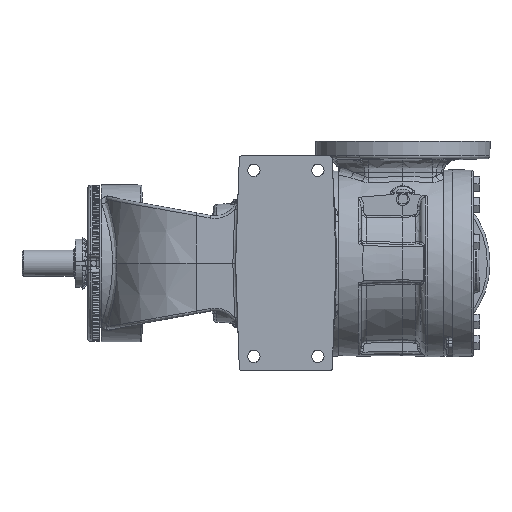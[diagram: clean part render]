
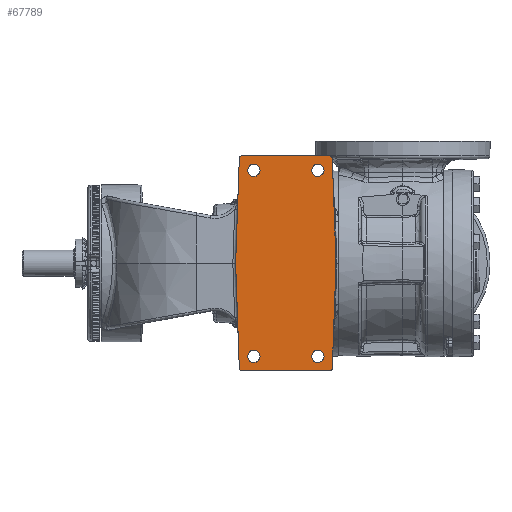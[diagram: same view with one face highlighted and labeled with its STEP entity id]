
A CAD part, front view. The second image highlights one B-rep face of the part: STEP entity #67789.
In plain terms, the highlighted planar face has unit normal (0, -1, 0).
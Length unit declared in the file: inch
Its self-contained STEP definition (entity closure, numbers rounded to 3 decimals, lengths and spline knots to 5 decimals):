
#446 = CARTESIAN_POINT ( 'NONE',  ( -0.24946, -5.5, -4.50919 ) ) ;
#1531 = DIRECTION ( 'NONE',  ( 0., 0., -1. ) ) ;
#2189 = ORIENTED_EDGE ( 'NONE', *, *, #116243, .F. ) ;
#3043 = ORIENTED_EDGE ( 'NONE', *, *, #62899, .F. ) ;
#5667 = EDGE_CURVE ( 'NONE', #92974, #92974, #19747, .T. ) ;
#5917 = LINE ( 'NONE', #99973, #61304 ) ;
#9506 = DIRECTION ( 'NONE',  ( 0., 0., 1. ) ) ;
#9738 = AXIS2_PLACEMENT_3D ( 'NONE', #178462, #94139, #9506 ) ;
#10137 = EDGE_CURVE ( 'Defeatured_0_1322+Defeatured_0_1316+Defeatured_0_1311+Defeatured_0_1289', #93761, #14159, #103692, .T. ) ;
#11011 = ORIENTED_EDGE ( 'NONE', *, *, #142878, .F. ) ;
#13015 = CIRCLE ( 'NONE', #170962, 0.2655 ) ;
#13168 = PLANE ( 'NONE',  #53618 ) ;
#14159 = VERTEX_POINT ( 'NONE', #116406 ) ;
#14693 = ORIENTED_EDGE ( 'NONE', *, *, #10137, .T. ) ;
#14843 = DIRECTION ( 'NONE',  ( 0.035, 0., 0.999 ) ) ;
#15369 = EDGE_CURVE ( 'Defeatured_0_1322+Defeatured_0_1421+Defeatured_0_1416+Defeatured_0_1305', #76410, #176422, #70690, .T. ) ;
#15991 = CARTESIAN_POINT ( 'NONE',  ( -4.24755, -5.5, 4.50919 ) ) ;
#16428 = CARTESIAN_POINT ( 'NONE',  ( -4.12763, -5.5, 4.625 ) ) ;
#17893 = ORIENTED_EDGE ( 'NONE', *, *, #36254, .T. ) ;
#19747 = CIRCLE ( 'NONE', #46361, 0.2655 ) ;
#20190 = DIRECTION ( 'NONE',  ( 0., -1., 0. ) ) ;
#24533 = CIRCLE ( 'NONE', #116307, 0.2655 ) ;
#24672 = VERTEX_POINT ( 'NONE', #16428 ) ;
#24991 = DIRECTION ( 'NONE',  ( 0., -1., 0. ) ) ;
#25475 = FACE_OUTER_BOUND ( 'NONE', #168049, .T. ) ;
#26503 = DIRECTION ( 'NONE',  ( -1., 0., 0. ) ) ;
#28650 = VECTOR ( 'NONE', #71989, 39.37008 ) ;
#31300 = EDGE_CURVE ( 'Defeatured_0_1322+Defeatured_0_1416+Defeatured_0_1303+Defeatured_0_1421', #169739, #76410, #73764, .T. ) ;
#33764 = CIRCLE ( 'NONE', #176960, 0.12 ) ;
#36091 = AXIS2_PLACEMENT_3D ( 'NONE', #153334, #69032, #167456 ) ;
#36254 = EDGE_CURVE ( 'Defeatured_0_1322+Defeatured_0_1303+Defeatured_0_1318+Defeatured_0_1416', #24672, #169739, #68709, .T. ) ;
#41387 = VERTEX_POINT ( 'NONE', #118648 ) ;
#43735 = CARTESIAN_POINT ( 'NONE',  ( -0.092, -5.5, 0. ) ) ;
#45154 = CARTESIAN_POINT ( 'NONE',  ( -0.87, -5.5, 3.7345 ) ) ;
#45751 = EDGE_LOOP ( 'NONE', ( #140242 ) ) ;
#46361 = AXIS2_PLACEMENT_3D ( 'NONE', #109490, #24991, #123626 ) ;
#48590 = EDGE_LOOP ( 'NONE', ( #131858 ) ) ;
#49968 = CIRCLE ( 'NONE', #9738, 0.12 ) ;
#52946 = VERTEX_POINT ( 'NONE', #45154 ) ;
#53223 = CARTESIAN_POINT ( 'NONE',  ( -3.62, -5.5, 3.7345 ) ) ;
#53618 = AXIS2_PLACEMENT_3D ( 'NONE', #84313, #182765, #98431 ) ;
#57027 = CARTESIAN_POINT ( 'NONE',  ( -4.24755, -5.5, -4.50919 ) ) ;
#60727 = ORIENTED_EDGE ( 'NONE', *, *, #166232, .T. ) ;
#61304 = VECTOR ( 'NONE', #26503, 39.37008 ) ;
#61508 = CARTESIAN_POINT ( 'NONE',  ( -3.62, -5.5, -4. ) ) ;
#62886 = CARTESIAN_POINT ( 'NONE',  ( -0.87, -5.5, 4. ) ) ;
#62899 = EDGE_CURVE ( 'NONE', #86337, #86337, #127894, .T. ) ;
#63142 = FACE_BOUND ( 'NONE', #66961, .T. ) ;
#66961 = EDGE_LOOP ( 'NONE', ( #3043 ) ) ;
#67653 = EDGE_CURVE ( 'Defeatured_0_1322+Defeatured_0_1289+Defeatured_0_1316+Defeatured_0_1318', #14159, #90782, #49968, .T. ) ;
#67789 = ADVANCED_FACE ( 'Defeatured_0_1322', ( #133567, #138004, #63142, #171081, #25475 ), #13168, .F. ) ;
#68709 = CIRCLE ( 'NONE', #153507, 0.12 ) ;
#69032 = DIRECTION ( 'NONE',  ( 0., -1., 0. ) ) ;
#70690 = LINE ( 'NONE', #71386, #28650 ) ;
#71386 = CARTESIAN_POINT ( 'NONE',  ( -4.24351, -5.5, -4.625 ) ) ;
#71989 = DIRECTION ( 'NONE',  ( 0.035, 0., -0.999 ) ) ;
#72690 = CARTESIAN_POINT ( 'NONE',  ( -4.12763, -5.5, -4.505 ) ) ;
#72709 = LINE ( 'NONE', #99477, #147495 ) ;
#73273 = VECTOR ( 'NONE', #142142, 39.37008 ) ;
#73764 = LINE ( 'NONE', #134879, #111184 ) ;
#75646 = DIRECTION ( 'NONE',  ( 0., 0., -1. ) ) ;
#76410 = VERTEX_POINT ( 'NONE', #160076 ) ;
#77017 = DIRECTION ( 'NONE',  ( 0., 0., -1. ) ) ;
#77290 = CARTESIAN_POINT ( 'NONE',  ( -0.25351, -5.5, 4.625 ) ) ;
#84313 = CARTESIAN_POINT ( 'NONE',  ( -10.37534, -5.5, 6. ) ) ;
#84640 = ORIENTED_EDGE ( 'NONE', *, *, #15369, .T. ) ;
#86158 = DIRECTION ( 'NONE',  ( 0., -1., 0. ) ) ;
#86337 = VERTEX_POINT ( 'NONE', #125879 ) ;
#86894 = DIRECTION ( 'NONE',  ( 0., 0., 1. ) ) ;
#87152 = CARTESIAN_POINT ( 'NONE',  ( -0.87, -5.5, -4.2655 ) ) ;
#90782 = VERTEX_POINT ( 'NONE', #163737 ) ;
#92446 = ORIENTED_EDGE ( 'NONE', *, *, #111377, .T. ) ;
#92974 = VERTEX_POINT ( 'NONE', #53223 ) ;
#93761 = VERTEX_POINT ( 'NONE', #43735 ) ;
#94139 = DIRECTION ( 'NONE',  ( 0., -1., 0. ) ) ;
#95266 = VERTEX_POINT ( 'NONE', #159379 ) ;
#98431 = DIRECTION ( 'NONE',  ( 0., 0., 1. ) ) ;
#99477 = CARTESIAN_POINT ( 'NONE',  ( -0.25351, -5.5, -4.625 ) ) ;
#99973 = CARTESIAN_POINT ( 'NONE',  ( -0.25351, -5.5, -4.625 ) ) ;
#103692 = LINE ( 'NONE', #77290, #156481 ) ;
#104804 = CARTESIAN_POINT ( 'NONE',  ( -4.12763, -5.5, 4.505 ) ) ;
#106777 = AXIS2_PLACEMENT_3D ( 'NONE', #61508, #159982, #75646 ) ;
#109490 = CARTESIAN_POINT ( 'NONE',  ( -3.62, -5.5, 4. ) ) ;
#111184 = VECTOR ( 'NONE', #148999, 39.37008 ) ;
#111377 = EDGE_CURVE ( 'Defeatured_0_1322+Defeatured_0_1305+Defeatured_0_1421+Defeatured_0_1309', #176422, #41387, #33764, .T. ) ;
#113741 = ORIENTED_EDGE ( 'NONE', *, *, #31300, .T. ) ;
#116243 = EDGE_CURVE ( 'Defeatured_0_1318+Defeatured_0_1322+Defeatured_0_1303+Defeatured_0_1289', #24672, #90782, #148076, .T. ) ;
#116307 = AXIS2_PLACEMENT_3D ( 'NONE', #62886, #161312, #77017 ) ;
#116406 = CARTESIAN_POINT ( 'NONE',  ( -0.24946, -5.5, 4.50919 ) ) ;
#118648 = CARTESIAN_POINT ( 'NONE',  ( -4.12763, -5.5, -4.625 ) ) ;
#118941 = DIRECTION ( 'NONE',  ( 0., 0., 1. ) ) ;
#122270 = VERTEX_POINT ( 'NONE', #446 ) ;
#123626 = DIRECTION ( 'NONE',  ( 0., 0., -1. ) ) ;
#124746 = EDGE_LOOP ( 'NONE', ( #154101 ) ) ;
#125879 = CARTESIAN_POINT ( 'NONE',  ( -3.62, -5.5, -4.2655 ) ) ;
#127894 = CIRCLE ( 'NONE', #106777, 0.2655 ) ;
#128567 = CARTESIAN_POINT ( 'NONE',  ( -0.25351, -5.5, 4.625 ) ) ;
#131858 = ORIENTED_EDGE ( 'NONE', *, *, #5667, .F. ) ;
#132351 = VERTEX_POINT ( 'NONE', #87152 ) ;
#133567 = FACE_BOUND ( 'NONE', #48590, .T. ) ;
#134879 = CARTESIAN_POINT ( 'NONE',  ( -4.24351, -5.5, 4.625 ) ) ;
#137715 = EDGE_CURVE ( 'Defeatured_0_1322+Defeatured_0_1288+Defeatured_0_1309+Defeatured_0_1311', #95266, #122270, #154675, .T. ) ;
#138004 = FACE_BOUND ( 'NONE', #124746, .T. ) ;
#140242 = ORIENTED_EDGE ( 'NONE', *, *, #175999, .F. ) ;
#142142 = DIRECTION ( 'NONE',  ( 1., 0., 0. ) ) ;
#142878 = EDGE_CURVE ( 'Defeatured_0_1309+Defeatured_0_1322+Defeatured_0_1288+Defeatured_0_1305', #95266, #41387, #5917, .T. ) ;
#147495 = VECTOR ( 'NONE', #14843, 39.37008 ) ;
#148076 = LINE ( 'NONE', #128567, #73273 ) ;
#148999 = DIRECTION ( 'NONE',  ( -0.035, 0., -0.999 ) ) ;
#153334 = CARTESIAN_POINT ( 'NONE',  ( -0.36939, -5.5, -4.505 ) ) ;
#153507 = AXIS2_PLACEMENT_3D ( 'NONE', #104804, #20190, #118941 ) ;
#154101 = ORIENTED_EDGE ( 'NONE', *, *, #182384, .F. ) ;
#154388 = ORIENTED_EDGE ( 'NONE', *, *, #137715, .T. ) ;
#154675 = CIRCLE ( 'NONE', #36091, 0.12 ) ;
#156481 = VECTOR ( 'NONE', #175749, 39.37008 ) ;
#159379 = CARTESIAN_POINT ( 'NONE',  ( -0.36939, -5.5, -4.625 ) ) ;
#159982 = DIRECTION ( 'NONE',  ( 0., -1., 0. ) ) ;
#160076 = CARTESIAN_POINT ( 'NONE',  ( -4.40502, -5.5, 0. ) ) ;
#161054 = ORIENTED_EDGE ( 'NONE', *, *, #67653, .T. ) ;
#161312 = DIRECTION ( 'NONE',  ( 0., -1., 0. ) ) ;
#163737 = CARTESIAN_POINT ( 'NONE',  ( -0.36939, -5.5, 4.625 ) ) ;
#166232 = EDGE_CURVE ( 'Defeatured_0_1322+Defeatured_0_1311+Defeatured_0_1288+Defeatured_0_1316', #122270, #93761, #72709, .T. ) ;
#167456 = DIRECTION ( 'NONE',  ( 0., 0., 1. ) ) ;
#168049 = EDGE_LOOP ( 'NONE', ( #161054, #2189, #17893, #113741, #84640, #92446, #11011, #154388, #60727, #14693 ) ) ;
#169739 = VERTEX_POINT ( 'NONE', #15991 ) ;
#170442 = CARTESIAN_POINT ( 'NONE',  ( -0.87, -5.5, -4. ) ) ;
#170962 = AXIS2_PLACEMENT_3D ( 'NONE', #170442, #86158, #1531 ) ;
#171081 = FACE_BOUND ( 'NONE', #45751, .T. ) ;
#171186 = DIRECTION ( 'NONE',  ( 0., -1., 0. ) ) ;
#175749 = DIRECTION ( 'NONE',  ( -0.035, 0., 0.999 ) ) ;
#175999 = EDGE_CURVE ( 'NONE', #132351, #132351, #13015, .T. ) ;
#176422 = VERTEX_POINT ( 'NONE', #57027 ) ;
#176960 = AXIS2_PLACEMENT_3D ( 'NONE', #72690, #171186, #86894 ) ;
#178462 = CARTESIAN_POINT ( 'NONE',  ( -0.36939, -5.5, 4.505 ) ) ;
#182384 = EDGE_CURVE ( 'NONE', #52946, #52946, #24533, .T. ) ;
#182765 = DIRECTION ( 'NONE',  ( 0., 1., 0. ) ) ;
